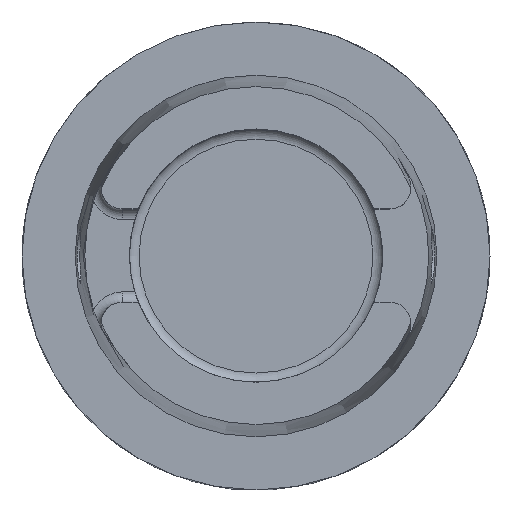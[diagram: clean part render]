
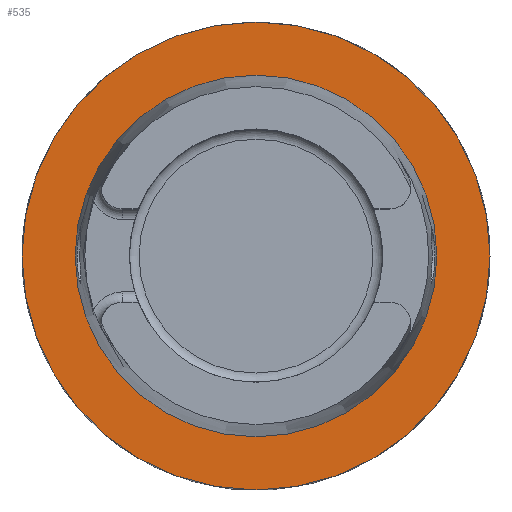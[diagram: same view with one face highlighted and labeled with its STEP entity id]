
A CAD part, top view. The second image highlights one B-rep face of the part: STEP entity #535.
In plain terms, the highlighted planar face has unit normal (0, 0, 1).
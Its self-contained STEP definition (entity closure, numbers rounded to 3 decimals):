
#91=PLANE('',#2037);
#535=ADVANCED_FACE('',(#677,#678),#91,.F.);
#677=FACE_BOUND('',#769,.T.);
#678=FACE_BOUND('',#770,.T.);
#769=EDGE_LOOP('',(#1069));
#770=EDGE_LOOP('',(#1070));
#1069=ORIENTED_EDGE('',*,*,#1663,.T.);
#1070=ORIENTED_EDGE('',*,*,#1727,.T.);
#1469=VERTEX_POINT('',#3173);
#1510=VERTEX_POINT('',#3443);
#1663=EDGE_CURVE('',#1469,#1469,#1874,.T.);
#1727=EDGE_CURVE('',#1510,#1510,#1888,.T.);
#1874=CIRCLE('',#2005,31.47);
#1888=CIRCLE('',#2035,24.321);
#2005=AXIS2_PLACEMENT_3D('',#3172,#2284,#2285);
#2035=AXIS2_PLACEMENT_3D('',#3442,#2374,#2375);
#2037=AXIS2_PLACEMENT_3D('',#3445,#2378,#2379);
#2284=DIRECTION('',(0.,0.,1.));
#2285=DIRECTION('',(1.,0.,0.));
#2374=DIRECTION('',(0.,0.,-1.));
#2375=DIRECTION('',(1.,0.,0.));
#2378=DIRECTION('',(0.,0.,-1.));
#2379=DIRECTION('',(1.,0.,0.));
#3172=CARTESIAN_POINT('',(0.,0.,0.));
#3173=CARTESIAN_POINT('',(31.47,0.,0.));
#3442=CARTESIAN_POINT('',(0.,0.,0.));
#3443=CARTESIAN_POINT('',(24.321,0.,0.));
#3445=CARTESIAN_POINT('',(0.,-25.43,0.));
